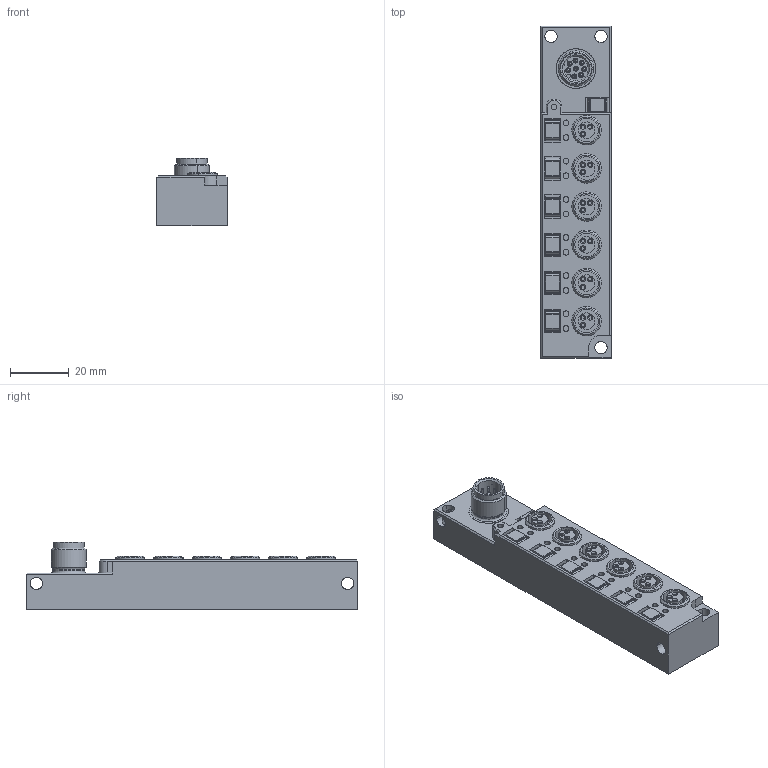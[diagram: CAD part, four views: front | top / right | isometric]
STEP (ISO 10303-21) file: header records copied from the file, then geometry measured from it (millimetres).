
FILE_DESCRIPTION(('CATIA V5 STEP Exchange','CAx-IF Rec.Pracs.--- Model Styling and Organization---1.4--- 2014-01-23'),'2;1');
FILE_NAME ('023047-1_2_1828730000_1828730000.stp','2021-01-12T09:20:56+00:00',('none'),('Weidmueller'),'CATIA Version 5-6 Release 2016 SP3 HF44','CATIA V5 STEP AP214','none');
FILE_SCHEMA(('AUTOMOTIVE_DESIGN { 1 0 10303 214 1 1 1 1 }'));
Length unit declared in the file: millimetre
Products named in the file (1): 1828730000
Bounding box: 24 x 113 x 23 mm (x, y, z)
Volume: 44638.9 mm3; surface area: 21655.6 mm2
Topology: 30 solids, 30 shells, 1134 faces, 2645 edges, 1642 vertices
Faces by surface type: plane 488, cylinder 457, cone 129, sphere 32, torus 28
Entity records: 29995 total; most frequent: CARTESIAN_POINT 5993, ORIENTED_EDGE 5226, DIRECTION 3996, EDGE_CURVE 2613, AXIS2_PLACEMENT_3D 1741, VERTEX_POINT 1642, VECTOR 1444, LINE 1444
